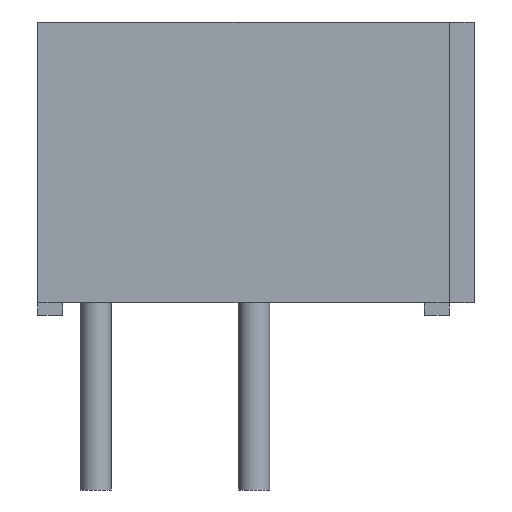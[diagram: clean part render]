
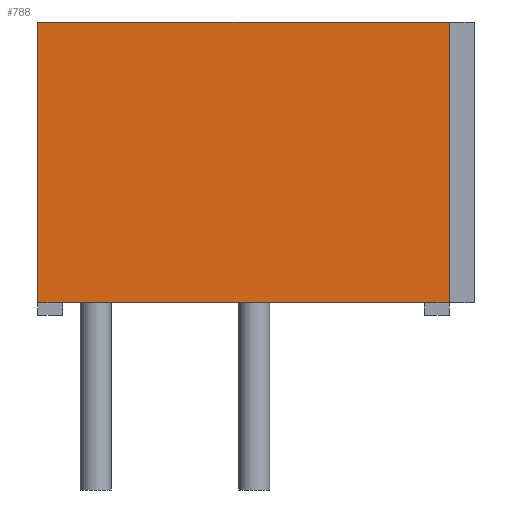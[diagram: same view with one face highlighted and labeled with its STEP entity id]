
A CAD part, left-side view. The second image highlights one B-rep face of the part: STEP entity #788.
In plain terms, the highlighted planar face has unit normal (-1, 0, 0).
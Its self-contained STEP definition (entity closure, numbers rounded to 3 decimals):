
#233 = VERTEX_POINT('',#234);
#234 = CARTESIAN_POINT('',(-3.3,2.9,0.));
#240 = EDGE_CURVE('',#241,#233,#243,.T.);
#241 = VERTEX_POINT('',#242);
#242 = CARTESIAN_POINT('',(-3.3,-2.9,0.));
#243 = LINE('',#244,#245);
#244 = CARTESIAN_POINT('',(-3.3,-3.3,0.));
#245 = VECTOR('',#246,1.);
#246 = DIRECTION('',(0.,1.,0.));
#330 = VERTEX_POINT('',#331);
#331 = CARTESIAN_POINT('',(-3.3,3.3,4.5));
#337 = EDGE_CURVE('',#338,#330,#340,.T.);
#338 = VERTEX_POINT('',#339);
#339 = CARTESIAN_POINT('',(-3.3,-3.3,4.5));
#340 = LINE('',#341,#342);
#341 = CARTESIAN_POINT('',(-3.3,-3.3,4.5));
#342 = VECTOR('',#343,1.);
#343 = DIRECTION('',(0.,1.,0.));
#714 = EDGE_CURVE('',#715,#338,#717,.T.);
#715 = VERTEX_POINT('',#716);
#716 = CARTESIAN_POINT('',(-3.3,-3.3,0.));
#717 = LINE('',#718,#719);
#718 = CARTESIAN_POINT('',(-3.3,-3.3,0.));
#719 = VECTOR('',#720,1.);
#720 = DIRECTION('',(0.,0.,1.));
#788 = ADVANCED_FACE('',(#789),#814,.T.);
#789 = FACE_BOUND('',#790,.T.);
#790 = EDGE_LOOP('',(#791,#792,#793,#801,#807,#808));
#791 = ORIENTED_EDGE('',*,*,#714,.T.);
#792 = ORIENTED_EDGE('',*,*,#337,.T.);
#793 = ORIENTED_EDGE('',*,*,#794,.F.);
#794 = EDGE_CURVE('',#795,#330,#797,.T.);
#795 = VERTEX_POINT('',#796);
#796 = CARTESIAN_POINT('',(-3.3,3.3,0.));
#797 = LINE('',#798,#799);
#798 = CARTESIAN_POINT('',(-3.3,3.3,0.));
#799 = VECTOR('',#800,1.);
#800 = DIRECTION('',(0.,0.,1.));
#801 = ORIENTED_EDGE('',*,*,#802,.F.);
#802 = EDGE_CURVE('',#233,#795,#803,.T.);
#803 = LINE('',#804,#805);
#804 = CARTESIAN_POINT('',(-3.3,-3.3,0.));
#805 = VECTOR('',#806,1.);
#806 = DIRECTION('',(0.,1.,0.));
#807 = ORIENTED_EDGE('',*,*,#240,.F.);
#808 = ORIENTED_EDGE('',*,*,#809,.F.);
#809 = EDGE_CURVE('',#715,#241,#810,.T.);
#810 = LINE('',#811,#812);
#811 = CARTESIAN_POINT('',(-3.3,-3.3,0.));
#812 = VECTOR('',#813,1.);
#813 = DIRECTION('',(0.,1.,0.));
#814 = PLANE('',#815);
#815 = AXIS2_PLACEMENT_3D('',#816,#817,#818);
#816 = CARTESIAN_POINT('',(-3.3,-3.3,0.));
#817 = DIRECTION('',(-1.,0.,0.));
#818 = DIRECTION('',(0.,1.,0.));
